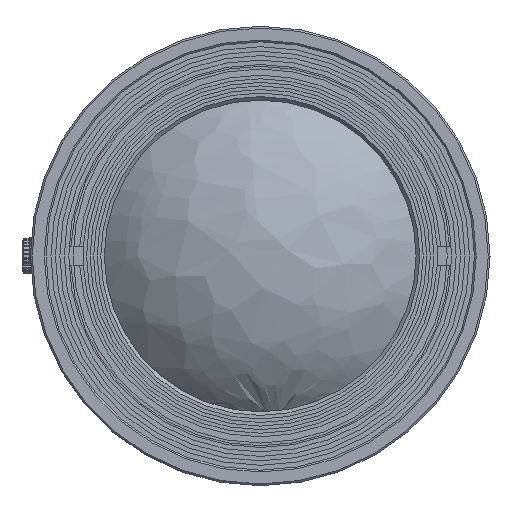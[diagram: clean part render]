
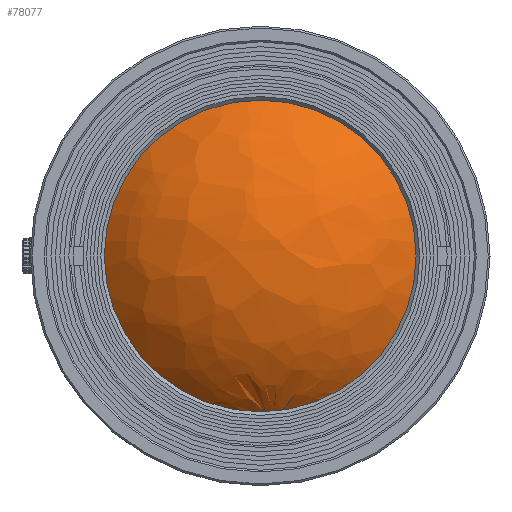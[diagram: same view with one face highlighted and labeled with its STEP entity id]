
A CAD part, left-side view. The second image highlights one B-rep face of the part: STEP entity #78077.
In plain terms, the highlighted free-form (B-spline) face has degree [3, 3] with [4, 7] control points.
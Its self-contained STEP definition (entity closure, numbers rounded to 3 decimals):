
#883 = CARTESIAN_POINT ( 'NONE',  ( 2.214, 38.563, -49.284 ) ) ;
#4112 = CARTESIAN_POINT ( 'NONE',  ( -39.939, 15.876, -17.809 ) ) ;
#6798 = CARTESIAN_POINT ( 'NONE',  ( -39.939, 1.284, -16.595 ) ) ;
#8905 = ORIENTED_EDGE ( 'NONE', *, *, #37673, .T. ) ;
#10933 = CARTESIAN_POINT ( 'NONE',  ( -39.939, 15.876, -17.809 ) ) ;
#11826 = CARTESIAN_POINT ( 'NONE',  ( -39.939, 30.467, -19.022 ) ) ;
#13185 = CARTESIAN_POINT ( 'NONE',  ( 13.672, 39.958, -40.187 ) ) ;
#13624 = CARTESIAN_POINT ( 'NONE',  ( 13.672, -11.572, -35.902 ) ) ;
#14542 = CARTESIAN_POINT ( 'NONE',  ( -19.717, -0.471, -37.703 ) ) ;
#17763 = CARTESIAN_POINT ( 'NONE',  ( -39.939, 15.876, -17.809 ) ) ;
#18665 = CARTESIAN_POINT ( 'NONE',  ( -60.161, 3.039, 4.512 ) ) ;
#20918 = CARTESIAN_POINT ( 'NONE',  ( -22.034, -8.473, 1.369 ) ) ;
#21208 =( BOUNDED_SURFACE ( )  B_SPLINE_SURFACE ( 3, 3, ( 
 ( #4112, #17763, #31888, #45536, #10933, #32334, #81042 ),
 ( #60089, #18665, #46439, #11826, #75124, #14542, #6798 ),
 ( #89664, #69644, #49132, #48677, #883, #76916, #89217 ),
 ( #40532, #42314, #83749, #27759, #13185, #13624, #20918 ) ),
 .UNSPECIFIED., .F., .T., .F. ) 
 B_SPLINE_SURFACE_WITH_KNOTS ( ( 4, 4 ),
 ( 4, 3, 4 ),
 ( 0., 1. ),
 ( 0., 0.5, 1. ),
 .UNSPECIFIED. ) 
 GEOMETRIC_REPRESENTATION_ITEM ( )  RATIONAL_B_SPLINE_SURFACE ( (
 ( 1., 0.333, 0.333, 1., 0.333, 0.333, 1.),
 ( 0.815, 0.272, 0.272, 0.815, 0.272, 0.272, 0.815),
 ( 0.815, 0.272, 0.272, 0.815, 0.272, 0.272, 0.815),
 ( 1., 0.333, 0.333, 1., 0.333, 0.333, 1.) ) ) 
 REPRESENTATION_ITEM ( '' )  SURFACE ( )  );
#24613 = FACE_OUTER_BOUND ( 'NONE', #67225, .T. ) ;
#25451 = AXIS2_PLACEMENT_3D ( 'NONE', #41501, #69281, #34685 ) ;
#27759 = CARTESIAN_POINT ( 'NONE',  ( -22.034, 43.057, -2.916 ) ) ;
#31888 = CARTESIAN_POINT ( 'NONE',  ( -39.939, 15.876, -17.809 ) ) ;
#32334 = CARTESIAN_POINT ( 'NONE',  ( -39.939, 15.876, -17.809 ) ) ;
#34685 = DIRECTION ( 'NONE',  ( 0., 0.997, -0.083 ) ) ;
#37673 = EDGE_CURVE ( 'NONE', #44627, #44627, #64716, .T. ) ;
#40532 = CARTESIAN_POINT ( 'NONE',  ( -22.034, -8.473, 1.369 ) ) ;
#41501 = CARTESIAN_POINT ( 'NONE',  ( -40.1, 17.357, 0. ) ) ;
#42314 = CARTESIAN_POINT ( 'NONE',  ( -57.741, -5.373, 38.64 ) ) ;
#44627 = VERTEX_POINT ( 'NONE', #85613 ) ;
#45536 = CARTESIAN_POINT ( 'NONE',  ( -39.939, 15.876, -17.809 ) ) ;
#46439 = CARTESIAN_POINT ( 'NONE',  ( -60.161, 32.223, 2.086 ) ) ;
#48677 = CARTESIAN_POINT ( 'NONE',  ( -32.615, 41.586, -12.93 ) ) ;
#49132 = CARTESIAN_POINT ( 'NONE',  ( -67.443, 44.61, 23.424 ) ) ;
#60089 = CARTESIAN_POINT ( 'NONE',  ( -39.939, 1.284, -16.595 ) ) ;
#64716 = CIRCLE ( 'NONE', #25451, 17.7 ) ;
#67225 = EDGE_LOOP ( 'NONE', ( #8905 ) ) ;
#69281 = DIRECTION ( 'NONE',  ( -1., 0., 0. ) ) ;
#69644 = CARTESIAN_POINT ( 'NONE',  ( -67.443, -5.653, 27.604 ) ) ;
#75124 = CARTESIAN_POINT ( 'NONE',  ( -19.717, 28.712, -40.13 ) ) ;
#76916 = CARTESIAN_POINT ( 'NONE',  ( 2.214, -11.699, -45.104 ) ) ;
#78077 = ADVANCED_FACE ( 'NONE', ( #24613 ), #21208, .T. ) ;
#81042 = CARTESIAN_POINT ( 'NONE',  ( -39.939, 15.876, -17.809 ) ) ;
#83749 = CARTESIAN_POINT ( 'NONE',  ( -57.741, 46.157, 34.355 ) ) ;
#85613 = CARTESIAN_POINT ( 'NONE',  ( -40.1, 34.996, -1.467 ) ) ;
#89217 = CARTESIAN_POINT ( 'NONE',  ( -32.615, -8.676, -8.75 ) ) ;
#89664 = CARTESIAN_POINT ( 'NONE',  ( -32.615, -8.676, -8.75 ) ) ;
